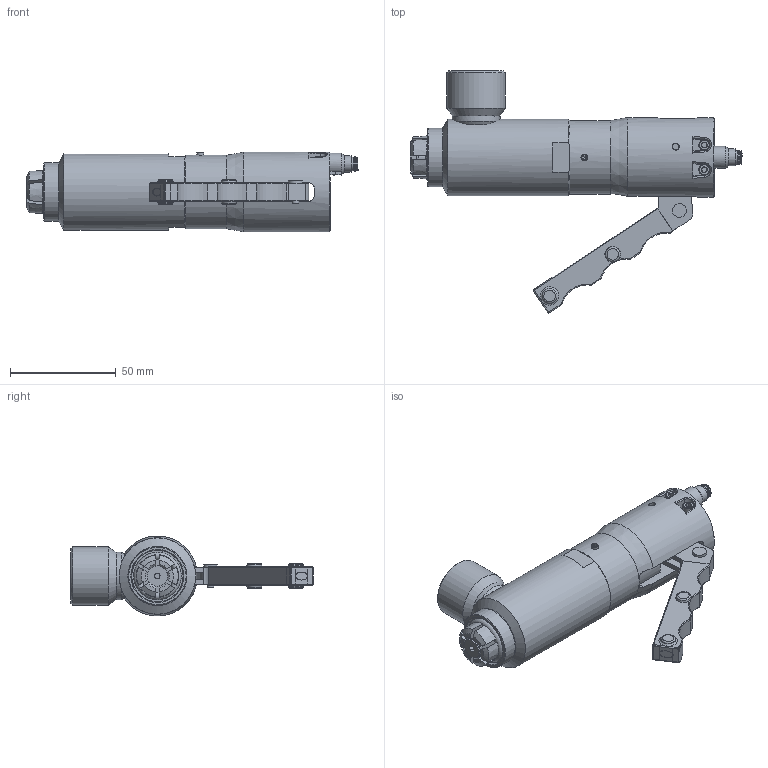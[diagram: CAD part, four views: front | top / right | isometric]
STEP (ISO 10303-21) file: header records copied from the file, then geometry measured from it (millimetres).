
FILE_DESCRIPTION(/* description */ (''),/* implementation_level */ '2;1');
FILE_NAME(/* name */ 'FNL082081CV04ANA.stp',/* time_stamp */ '2020-06-09T14:32:24-05:00',/* author */ ('jake.chandler'),/* organization */ ('FasTest,Inc.'),/* preprocessor_version */ 'ST-DEVELOPER v17.2',/* originating_system */ 'Autodesk Inventor 2019',/* authorisation */ '');
FILE_SCHEMA (('AUTOMOTIVE_DESIGN { 1 0 10303 214 3 1 1 }'));
Length unit declared in the file: inch
Products named in the file (1): FNL082081CV04ANA_Shrinkwrap_1
Bounding box: 157.3 x 114.68 x 37.83 mm (x, y, z)
Volume: 150951 mm3; surface area: 33969.2 mm2
Topology: 3 solids, 3 shells, 409 faces, 1115 edges, 722 vertices
Faces by surface type: plane 183, cylinder 115, cone 71, torus 17, bspline 17, sphere 6
Full cylindrical faces by diameter (mm): 0.7 x6, 1.45 x1, 2.769 x1, 3.175 x2, 3.302 x2, 4.318 x1, 4.762 x1, 4.775 x2, 4.978 x1, 5.207 x2, 5.8 x1, 6.35 x1, 6.5 x1, 6.6 x1, 6.604 x1, 6.9 x1, 7.938 x2, 7.97 x1, 8.331 x1, 9.652 x1, 10.42 x1, 14.605 x1, 15.088 x1, 17.856 x1, 22.657 x1, 27.711 x1, 27.838 x1, 34.874 x1, 36.195 x1, 37.846 x1
Entity records: 14809 total; most frequent: CARTESIAN_POINT 4032, ORIENTED_EDGE 2200, DIRECTION 2124, EDGE_CURVE 1100, AXIS2_PLACEMENT_3D 831, VERTEX_POINT 723, LINE 462, VECTOR 462
